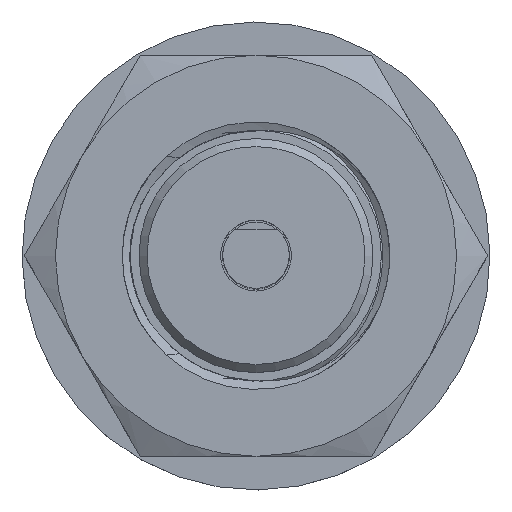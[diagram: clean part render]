
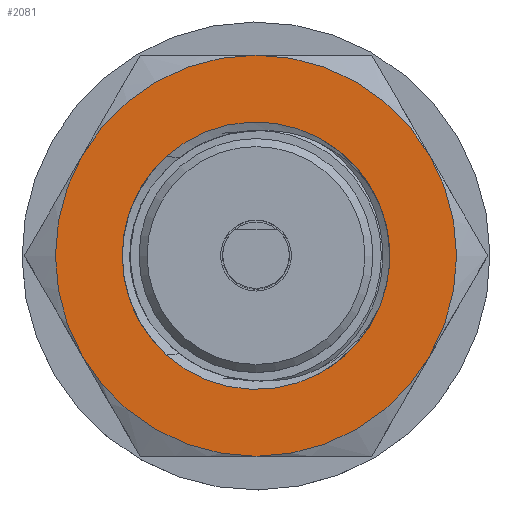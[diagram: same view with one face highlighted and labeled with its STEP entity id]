
A CAD part, top view. The second image highlights one B-rep face of the part: STEP entity #2081.
In plain terms, the highlighted planar face has unit normal (0, 0, 1).
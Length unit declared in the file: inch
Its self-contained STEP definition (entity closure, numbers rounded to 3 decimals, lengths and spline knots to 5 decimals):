
#285=FACE_BOUND('',#530,.T.);
#380=FACE_OUTER_BOUND('',#529,.T.);
#529=EDGE_LOOP('',(#1415,#1416,#1417,#1418,#1419,#1420));
#530=EDGE_LOOP('',(#1421,#1422,#1423,#1424));
#750=CIRCLE('',#2266,0.75);
#751=CIRCLE('',#2270,0.75);
#752=CIRCLE('',#2275,0.75);
#753=CIRCLE('',#2277,0.75);
#754=CIRCLE('',#2278,0.75);
#755=CIRCLE('',#2279,0.75);
#756=CIRCLE('',#2280,0.5);
#757=CIRCLE('',#2281,0.5);
#758=CIRCLE('',#2282,0.5);
#759=CIRCLE('',#2283,0.5);
#898=VERTEX_POINT('',#3296);
#900=VERTEX_POINT('',#3333);
#909=VERTEX_POINT('',#3655);
#912=VERTEX_POINT('',#3672);
#915=VERTEX_POINT('',#3691);
#918=VERTEX_POINT('',#3713);
#919=VERTEX_POINT('',#3723);
#920=VERTEX_POINT('',#3725);
#921=VERTEX_POINT('',#3728);
#922=VERTEX_POINT('',#3731);
#1112=EDGE_CURVE('',#912,#909,#750,.T.);
#1118=EDGE_CURVE('',#909,#915,#751,.T.);
#1124=EDGE_CURVE('',#918,#912,#752,.T.);
#1125=EDGE_CURVE('',#919,#918,#753,.T.);
#1126=EDGE_CURVE('',#920,#919,#754,.T.);
#1127=EDGE_CURVE('',#915,#920,#755,.T.);
#1128=EDGE_CURVE('',#921,#900,#756,.T.);
#1129=EDGE_CURVE('',#900,#898,#757,.T.);
#1130=EDGE_CURVE('',#898,#922,#758,.T.);
#1131=EDGE_CURVE('',#922,#921,#759,.T.);
#1415=ORIENTED_EDGE('',*,*,#1112,.F.);
#1416=ORIENTED_EDGE('',*,*,#1124,.F.);
#1417=ORIENTED_EDGE('',*,*,#1125,.F.);
#1418=ORIENTED_EDGE('',*,*,#1126,.F.);
#1419=ORIENTED_EDGE('',*,*,#1127,.F.);
#1420=ORIENTED_EDGE('',*,*,#1118,.F.);
#1421=ORIENTED_EDGE('',*,*,#1128,.T.);
#1422=ORIENTED_EDGE('',*,*,#1129,.T.);
#1423=ORIENTED_EDGE('',*,*,#1130,.T.);
#1424=ORIENTED_EDGE('',*,*,#1131,.T.);
#1862=PLANE('',#2276);
#2081=ADVANCED_FACE('',(#380,#285),#1862,.F.);
#2266=AXIS2_PLACEMENT_3D('',#3680,#2606,#2607);
#2270=AXIS2_PLACEMENT_3D('',#3700,#2615,#2616);
#2275=AXIS2_PLACEMENT_3D('',#3721,#2626,#2627);
#2276=AXIS2_PLACEMENT_3D('',#3722,#2628,#2629);
#2277=AXIS2_PLACEMENT_3D('',#3724,#2630,#2631);
#2278=AXIS2_PLACEMENT_3D('',#3726,#2632,#2633);
#2279=AXIS2_PLACEMENT_3D('',#3727,#2634,#2635);
#2280=AXIS2_PLACEMENT_3D('',#3729,#2636,#2637);
#2281=AXIS2_PLACEMENT_3D('',#3730,#2638,#2639);
#2282=AXIS2_PLACEMENT_3D('',#3732,#2640,#2641);
#2283=AXIS2_PLACEMENT_3D('',#3733,#2642,#2643);
#2606=DIRECTION('center_axis',(0.,0.,
-1.));
#2607=DIRECTION('ref_axis',(1.,0.,0.));
#2615=DIRECTION('center_axis',(0.,0.,
-1.));
#2616=DIRECTION('ref_axis',(1.,0.,0.));
#2626=DIRECTION('center_axis',(0.,0.,
-1.));
#2627=DIRECTION('ref_axis',(1.,0.,0.));
#2628=DIRECTION('center_axis',(0.,0.,
-1.));
#2629=DIRECTION('ref_axis',(1.,0.,0.));
#2630=DIRECTION('center_axis',(0.,0.,
-1.));
#2631=DIRECTION('ref_axis',(1.,0.,0.));
#2632=DIRECTION('center_axis',(0.,0.,
-1.));
#2633=DIRECTION('ref_axis',(1.,0.,0.));
#2634=DIRECTION('center_axis',(0.,0.,
-1.));
#2635=DIRECTION('ref_axis',(1.,0.,0.));
#2636=DIRECTION('center_axis',(0.,0.,
-1.));
#2637=DIRECTION('ref_axis',(1.,0.,0.));
#2638=DIRECTION('center_axis',(0.,0.,
-1.));
#2639=DIRECTION('ref_axis',(1.,0.,0.));
#2640=DIRECTION('center_axis',(0.,0.,
-1.));
#2641=DIRECTION('ref_axis',(1.,0.,0.));
#2642=DIRECTION('center_axis',(0.,0.,
-1.));
#2643=DIRECTION('ref_axis',(1.,0.,0.));
#3296=CARTESIAN_POINT('',(-0.33473,0.37143,1.89688));
#3333=CARTESIAN_POINT('',(-0.33473,-0.37143,1.89688));
#3655=CARTESIAN_POINT('',(0.64952,-0.375,1.89688));
#3672=CARTESIAN_POINT('',(0.64952,0.375,1.89688));
#3680=CARTESIAN_POINT('Origin',(0.,0.,
1.89688));
#3691=CARTESIAN_POINT('',(0.,-0.75,1.89688));
#3700=CARTESIAN_POINT('Origin',(0.,0.,
1.89688));
#3713=CARTESIAN_POINT('',(0.,0.75,1.89688));
#3721=CARTESIAN_POINT('Origin',(0.,0.,
1.89688));
#3722=CARTESIAN_POINT('Origin',(0.43301,-0.75,1.89688));
#3723=CARTESIAN_POINT('',(-0.64952,0.375,1.89688));
#3724=CARTESIAN_POINT('Origin',(0.,0.,
1.89688));
#3725=CARTESIAN_POINT('',(-0.64952,-0.375,1.89688));
#3726=CARTESIAN_POINT('Origin',(0.,0.,
1.89688));
#3727=CARTESIAN_POINT('Origin',(0.,0.,
1.89688));
#3728=CARTESIAN_POINT('',(0.4626,-0.18975,1.89688));
#3729=CARTESIAN_POINT('Origin',(0.,0.,
1.89688));
#3730=CARTESIAN_POINT('Origin',(0.,0.,
1.89688));
#3731=CARTESIAN_POINT('',(0.4626,0.18975,1.89688));
#3732=CARTESIAN_POINT('Origin',(0.,0.,
1.89688));
#3733=CARTESIAN_POINT('Origin',(0.,0.,
1.89688));
